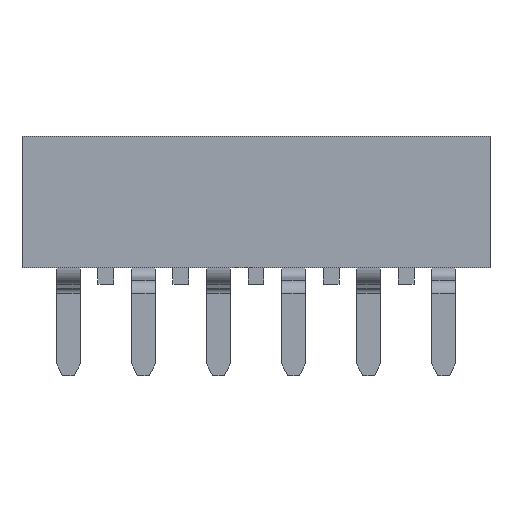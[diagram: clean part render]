
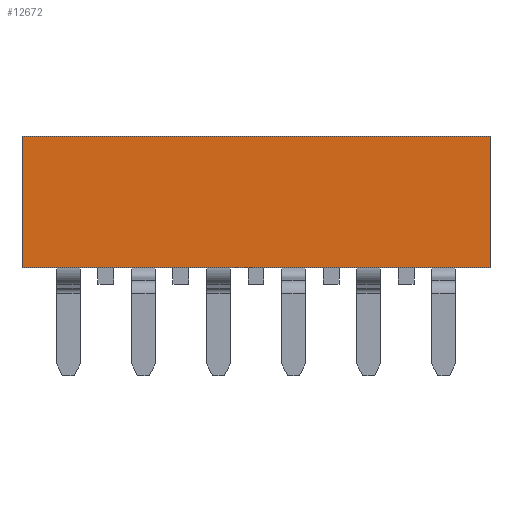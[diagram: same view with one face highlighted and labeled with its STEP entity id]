
A CAD part, front view. The second image highlights one B-rep face of the part: STEP entity #12672.
In plain terms, the highlighted planar face has unit normal (0, -1, 0).
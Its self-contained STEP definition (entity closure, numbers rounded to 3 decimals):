
#1074=ORIENTED_EDGE('',*,*,#4958,.F.);
#1075=ORIENTED_EDGE('',*,*,#4959,.F.);
#1076=ORIENTED_EDGE('',*,*,#4956,.F.);
#1077=ORIENTED_EDGE('',*,*,#4960,.F.);
#4956=EDGE_CURVE('',#6892,#6893,#8144,.T.);
#4958=EDGE_CURVE('',#6894,#6895,#8146,.T.);
#4959=EDGE_CURVE('',#6893,#6894,#8147,.T.);
#4960=EDGE_CURVE('',#6895,#6892,#8148,.T.);
#6892=VERTEX_POINT('',#18526);
#6893=VERTEX_POINT('',#18528);
#6894=VERTEX_POINT('',#18532);
#6895=VERTEX_POINT('',#18533);
#8144=LINE('',#18527,#9432);
#8146=LINE('',#18531,#9434);
#8147=LINE('',#18534,#9435);
#8148=LINE('',#18535,#9436);
#9432=VECTOR('',#14790,1000.);
#9434=VECTOR('',#14794,1000.);
#9435=VECTOR('',#14795,1000.);
#9436=VECTOR('',#14796,1000.);
#10657=EDGE_LOOP('',(#1074,#1075,#1076,#1077));
#11441=FACE_BOUND('',#10657,.T.);
#12225=PLANE('',#13477);
#12672=ADVANCED_FACE('',(#11441),#12225,.F.);
#13477=AXIS2_PLACEMENT_3D('',#18530,#14792,#14793);
#14790=DIRECTION('',(0.,0.,-1.));
#14792=DIRECTION('',(0.,1.,0.));
#14793=DIRECTION('',(0.,0.,1.));
#14794=DIRECTION('',(0.,0.,1.));
#14795=DIRECTION('',(-1.,0.,0.));
#14796=DIRECTION('',(1.,0.,0.));
#18526=CARTESIAN_POINT('',(7.92,-1.27,2.225));
#18527=CARTESIAN_POINT('',(7.92,-1.27,2.225));
#18528=CARTESIAN_POINT('',(7.92,-1.27,-2.225));
#18530=CARTESIAN_POINT('',(0.,-1.27,0.));
#18531=CARTESIAN_POINT('',(-7.92,-1.27,-2.225));
#18532=CARTESIAN_POINT('',(-7.92,-1.27,-2.225));
#18533=CARTESIAN_POINT('',(-7.92,-1.27,2.225));
#18534=CARTESIAN_POINT('',(7.92,-1.27,-2.225));
#18535=CARTESIAN_POINT('',(-7.92,-1.27,2.225));
